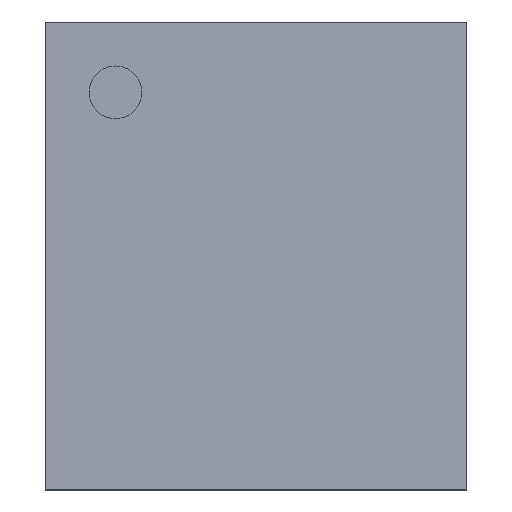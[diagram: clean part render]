
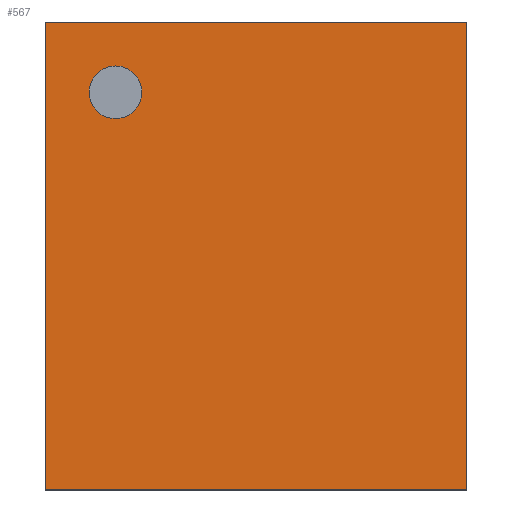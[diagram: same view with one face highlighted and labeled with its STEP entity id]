
A CAD part, top view. The second image highlights one B-rep face of the part: STEP entity #567.
In plain terms, the highlighted planar face has unit normal (0, 0, 1).
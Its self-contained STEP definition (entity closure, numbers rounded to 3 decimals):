
#435=FACE_BOUND('',#478,.T.);
#437=LINE('',#1008,#450);
#442=LINE('',#1017,#455);
#443=LINE('',#1020,#456);
#444=LINE('',#1021,#457);
#450=VECTOR('',#751,1.);
#455=VECTOR('',#758,1.);
#456=VECTOR('',#761,1.);
#457=VECTOR('',#762,1.);
#467=FACE_OUTER_BOUND('',#477,.T.);
#477=EDGE_LOOP('',(#528,#529,#530,#531));
#478=EDGE_LOOP('',(#532));
#486=CIRCLE('',#620,0.263);
#491=VERTEX_POINT('',#1005);
#492=VERTEX_POINT('',#1007);
#495=VERTEX_POINT('',#1015);
#496=VERTEX_POINT('',#1019);
#497=VERTEX_POINT('',#1022);
#504=EDGE_CURVE('',#491,#492,#437,.T.);
#509=EDGE_CURVE('',#491,#495,#442,.T.);
#510=EDGE_CURVE('',#495,#496,#443,.T.);
#511=EDGE_CURVE('',#492,#496,#444,.T.);
#512=EDGE_CURVE('',#497,#497,#486,.T.);
#528=ORIENTED_EDGE('',*,*,#504,.F.);
#529=ORIENTED_EDGE('',*,*,#509,.T.);
#530=ORIENTED_EDGE('',*,*,#510,.T.);
#531=ORIENTED_EDGE('',*,*,#511,.F.);
#532=ORIENTED_EDGE('',*,*,#512,.F.);
#555=PLANE('',#619);
#567=ADVANCED_FACE('',(#467,#435),#555,.T.);
#619=AXIS2_PLACEMENT_3D('',#1018,#759,#760);
#620=AXIS2_PLACEMENT_3D('',#1023,#763,#764);
#751=DIRECTION('',(0.,1.,0.));
#758=DIRECTION('',(1.,0.,0.));
#759=DIRECTION('center_axis',(0.,0.,1.));
#760=DIRECTION('ref_axis',(1.,0.,0.));
#761=DIRECTION('',(0.,1.,0.));
#762=DIRECTION('',(1.,0.,0.));
#763=DIRECTION('center_axis',(0.,0.,1.));
#764=DIRECTION('ref_axis',(1.,0.,0.));
#1005=CARTESIAN_POINT('',(0.,0.,0.585));
#1007=CARTESIAN_POINT('',(0.,4.66,0.585));
#1008=CARTESIAN_POINT('',(0.,0.,0.585));
#1015=CARTESIAN_POINT('',(4.2,0.,0.585));
#1017=CARTESIAN_POINT('',(0.,0.,0.585));
#1018=CARTESIAN_POINT('Origin',(0.,0.,0.585));
#1019=CARTESIAN_POINT('',(4.2,4.66,0.585));
#1020=CARTESIAN_POINT('',(4.2,0.,0.585));
#1021=CARTESIAN_POINT('',(0.,4.66,0.585));
#1022=CARTESIAN_POINT('',(0.438,3.96,0.585));
#1023=CARTESIAN_POINT('Origin',(0.7,3.96,0.585));
